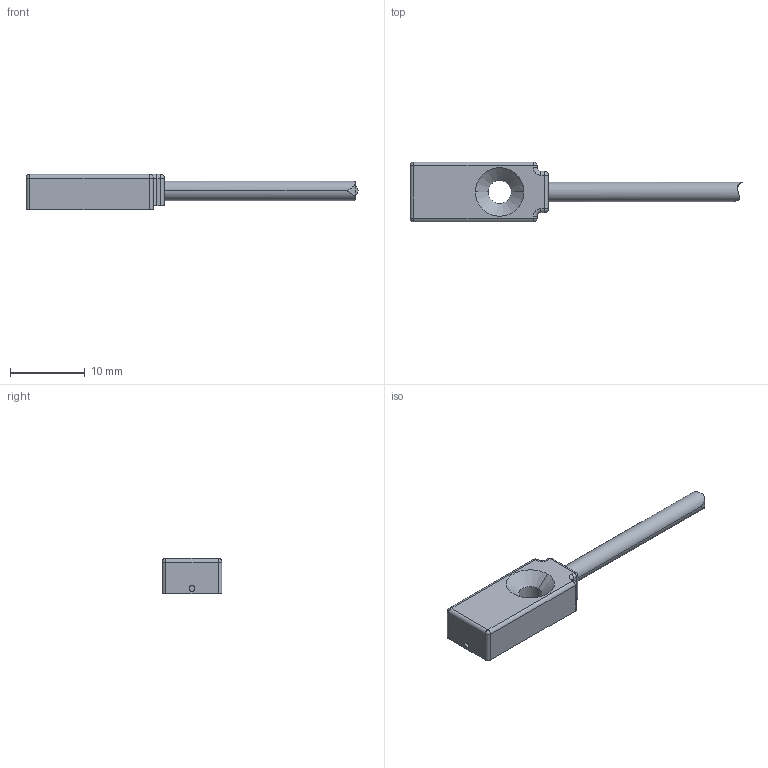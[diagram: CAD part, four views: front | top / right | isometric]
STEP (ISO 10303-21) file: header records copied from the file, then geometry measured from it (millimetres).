
FILE_DESCRIPTION((''),'2;1');
FILE_NAME('DW-AX-703-R81-69X','2025-11-12T08:39:13',('pwyss'),(''),'CREO PARAMETRIC BY PTC INC, 2019030','CREO PARAMETRIC BY PTC INC, 2019030','');
FILE_SCHEMA(('CONFIG_CONTROL_DESIGN'));
Length unit declared in the file: millimetre
Products named in the file (1): DW-AX-703-R81-69X
Bounding box: 44.42 x 8 x 4.7 mm (x, y, z)
Surface area: 768.1 mm2 (no closed solid volume)
Topology: 0 solids, 2 shells, 46 faces, 102 edges, 60 vertices
Faces by surface type: cylinder 22, plane 11, sphere 6, cone 4, torus 2, extrusion 1
Entity records: 1396 total; most frequent: CARTESIAN_POINT 305, DIRECTION 241, ORIENTED_EDGE 200, EDGE_CURVE 102, AXIS2_PLACEMENT_3D 95, VERTEX_POINT 60, VECTOR 51, LINE 50
